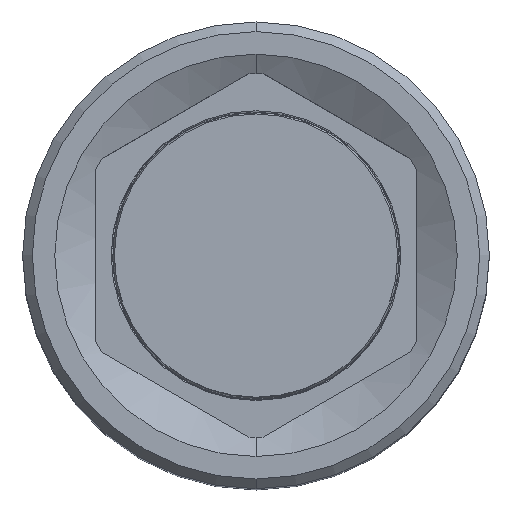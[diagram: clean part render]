
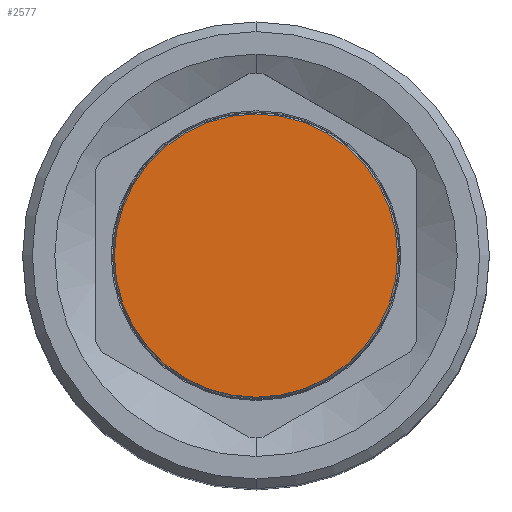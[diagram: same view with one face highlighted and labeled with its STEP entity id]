
A CAD part, top view. The second image highlights one B-rep face of the part: STEP entity #2577.
In plain terms, the highlighted planar face has unit normal (0, 0, 1).
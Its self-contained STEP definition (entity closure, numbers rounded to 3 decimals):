
#2530=CARTESIAN_POINT('',(0.,0.,95.5));
#2531=DIRECTION('',(0.,0.,1.));
#2532=DIRECTION('',(1.,0.,0.));
#2533=AXIS2_PLACEMENT_3D('',#2530,#2531,#2532);
#2535=CARTESIAN_POINT('',(0.,0.,95.5));
#2536=DIRECTION('',(0.,0.,1.));
#2537=DIRECTION('',(-1.,0.,0.));
#2538=AXIS2_PLACEMENT_3D('',#2535,#2536,#2537);
#2558=CARTESIAN_POINT('',(4.4,0.,95.5));
#2559=CARTESIAN_POINT('',(-4.4,0.,95.5));
#2560=VERTEX_POINT('',#2558);
#2561=VERTEX_POINT('',#2559);
#2566=CARTESIAN_POINT('',(0.,0.,95.5));
#2567=DIRECTION('',(0.,0.,1.));
#2568=DIRECTION('',(1.,0.,0.));
#2569=AXIS2_PLACEMENT_3D('',#2566,#2567,#2568);
#2570=PLANE('',#2569);
#2572=ORIENTED_EDGE('',*,*,#2571,.F.);
#2574=ORIENTED_EDGE('',*,*,#2573,.F.);
#2575=EDGE_LOOP('',(#2572,#2574));
#2576=FACE_OUTER_BOUND('',#2575,.F.);
#2577=ADVANCED_FACE('',(#2576),#2570,.T.);
#2534=CIRCLE('',#2533,4.4);
#2539=CIRCLE('',#2538,4.4);
#2571=EDGE_CURVE('',#2560,#2561,#2534,.T.);
#2573=EDGE_CURVE('',#2561,#2560,#2539,.T.);
